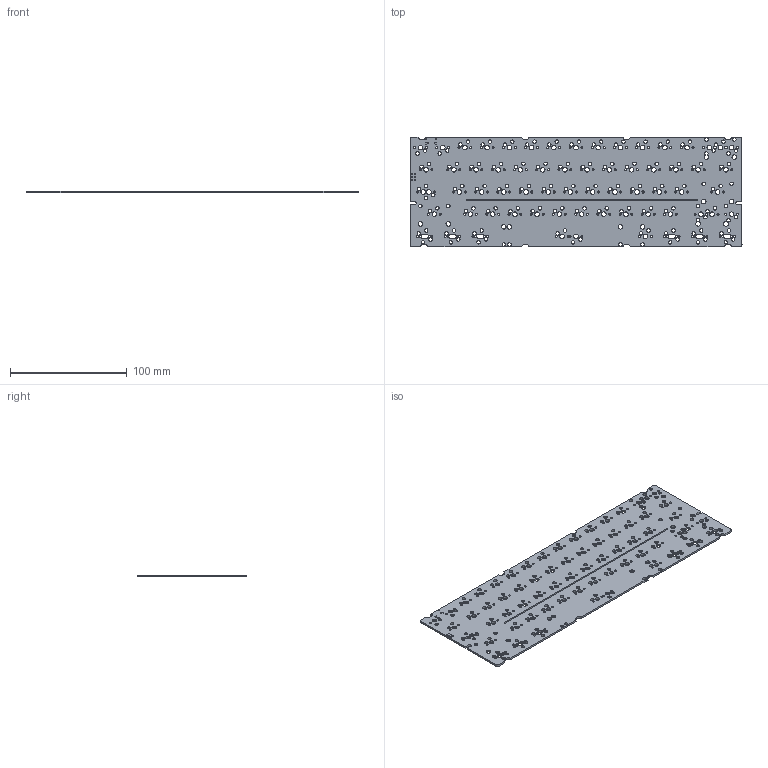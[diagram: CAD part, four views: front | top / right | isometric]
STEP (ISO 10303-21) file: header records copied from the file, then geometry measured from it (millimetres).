
FILE_DESCRIPTION(('KiCad electronic assembly'),'2;1');
FILE_NAME('paws-60-pcb.step','2021-12-01T21:04:34',('Pcbnew'),('Kicad'), 'Open CASCADE STEP processor 7.5','KiCad to STEP converter','Unknown' );
FILE_SCHEMA(('AUTOMOTIVE_DESIGN { 1 0 10303 214 1 1 1 1 }'));
Length unit declared in the file: millimetre
Products named in the file (2): paws-60-pcb 1; paws-60-pcb PCB
Assembly tree (1 placements, depth 2):
  paws-60-pcb 1
    paws-60-pcb PCB
Bounding box: 284.7 x 94.2 x 1.6 mm (x, y, z)
Volume: 38318.1 mm3; surface area: 55063.6 mm2
Topology: 1 solids, 1 shells, 476 faces, 1420 edges, 948 vertices
Faces by surface type: cylinder 442, plane 34
Full cylindrical faces by diameter (mm): 0.65 x2, 1 x6, 1.75 x124, 3 x144, 3.048 x12, 3.988 x71
Entity records: 39169 total; most frequent: CARTESIAN_POINT 11210, DIRECTION 5106, ORIENTED_EDGE 2840, PCURVE 2840, DEFINITIONAL_REPRESENTATION 2840, LINE 2362, VECTOR 2362, EDGE_CURVE 1420
